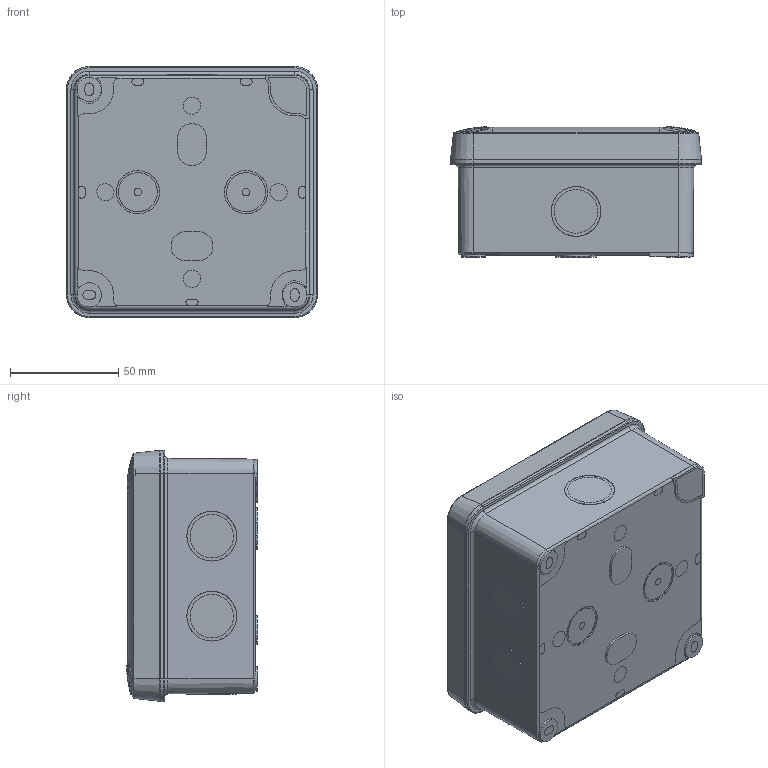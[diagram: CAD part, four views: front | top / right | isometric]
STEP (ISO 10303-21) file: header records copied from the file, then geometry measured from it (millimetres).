
FILE_DESCRIPTION(('CATIA V5 STEP Exchange','CAx-IF Rec.Pracs.--- Model Styling and Organization---1.4--- 2014-01-23'),'2;1');
FILE_NAME('092024 _AllCATPart.stp','2021-04-21T10:37:34+00:00',('none'),('none'),'CATIA Version 5-6 Release 2017 SP5','CATIA V5 STEP AP214','none');
FILE_SCHEMA(('AUTOMOTIVE_DESIGN { 1 0 10303 214 1 1 1 1 }'));
Length unit declared in the file: millimetre
Products named in the file (1): 092024 _AllCATPart
Bounding box: 116 x 60.34 x 116.15 mm (x, y, z)
Surface area: 52680 mm2 (no closed solid volume)
Topology: 0 solids, 7 shells, 314 faces, 887 edges, 612 vertices
Faces by surface type: bspline 178, plane 73, cylinder 30, cone 12, torus 11, extrusion 10
Entity records: 22186 total; most frequent: CARTESIAN_POINT 15656, ORIENTED_EDGE 1724, EDGE_CURVE 887, VERTEX_POINT 612, DIRECTION 596, B_SPLINE_CURVE_WITH_KNOTS 515, EDGE_LOOP 346, AXIS2_PLACEMENT_3D 317
